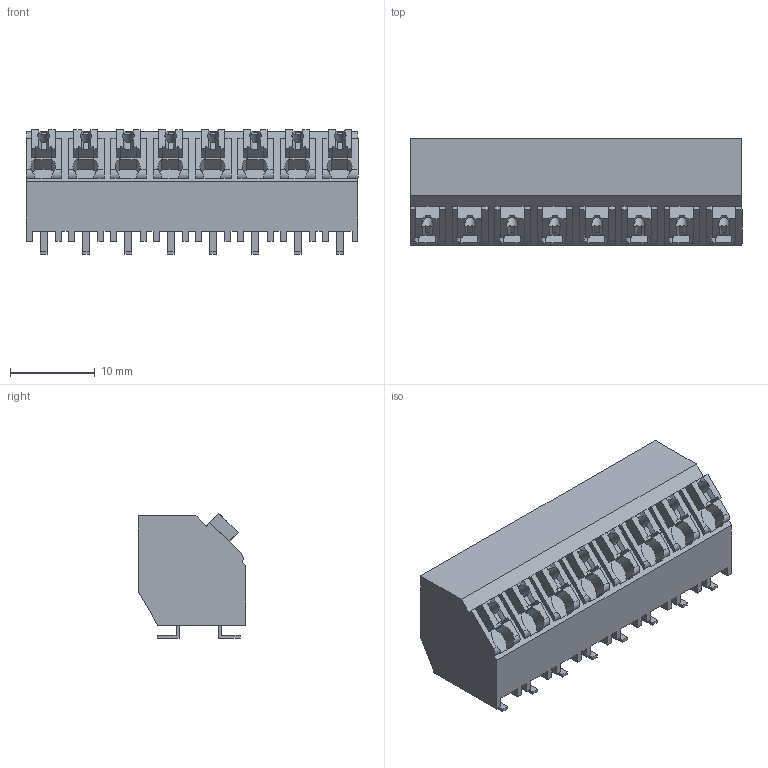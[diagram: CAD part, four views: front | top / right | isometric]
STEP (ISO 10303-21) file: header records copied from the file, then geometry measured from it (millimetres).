
FILE_DESCRIPTION(('CATIA V5 STEP Exchange','CAx-IF Rec.Pracs.--- Model Styling and Organization---1.2---2011-12-15'),'2;1');
FILE_NAME ('D1452234_0_1473760000_1473760000.stp','2018-03-29T11:59:15+00:00',('none'),('Weidmueller'),'CATIA Version 5-6 Release 2014','CATIA V5 STEP AP214','none');
FILE_SCHEMA(('AUTOMOTIVE_DESIGN { 1 0 10303 214 1 1 1 1 }'));
Length unit declared in the file: millimetre
Products named in the file (1): 1473760000
Bounding box: 39.2 x 12.7 x 14.71 mm (x, y, z)
Volume: 4556.7 mm3; surface area: 4420.2 mm2
Topology: 25 solids, 25 shells, 658 faces, 1825 edges, 1230 vertices
Faces by surface type: plane 610, cylinder 48
Entity records: 20077 total; most frequent: CARTESIAN_POINT 3730, ORIENTED_EDGE 3650, DIRECTION 2570, EDGE_CURVE 1825, VECTOR 1649, LINE 1649, VERTEX_POINT 1230, EDGE_LOOP 687
